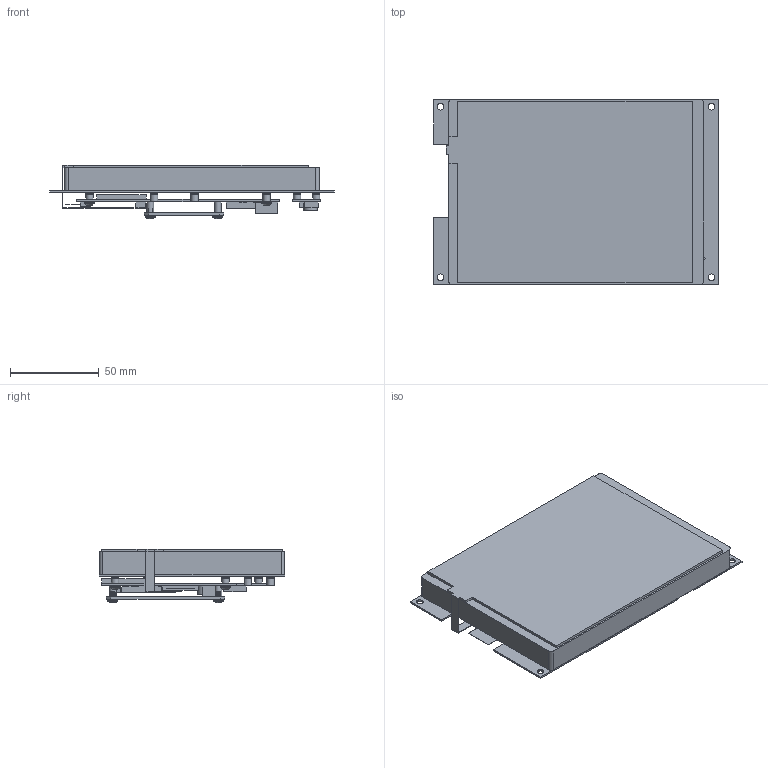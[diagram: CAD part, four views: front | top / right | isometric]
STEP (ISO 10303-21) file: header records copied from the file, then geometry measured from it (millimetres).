
FILE_DESCRIPTION (( 'STEP AP214' ), '1' );
FILE_NAME ('51-0103-8X-revA.STEP', '2013-05-22T21:18:11', ( '' ), ( '' ), 'SwSTEP 2.0', 'SolidWorks 2012', '' );
FILE_SCHEMA (( 'AUTOMOTIVE_DESIGN' ));
Length unit declared in the file: inch
Products named in the file (11): 90272A105_90272A105; Bracket 22-0051-02 Assy; PEM TSO-256-187; PEM TSO-440-250; PEM TSO-440-187; Bracket 22-0051-02; TOUCHPANEL_5.7 SGD; SLCD5+; RTI LED DRIVER; Evervision 5.7 LCD; 51-0103-8X-revA
Assembly tree (23 placements, depth 3):
  51-0103-8X-revA
    Evervision 5.7 LCD
    RTI LED DRIVER
    SLCD5+
    TOUCHPANEL_5.7 SGD
    Bracket 22-0051-02 Assy
      Bracket 22-0051-02
      PEM TSO-440-187  x4
      PEM TSO-440-250  x3
      PEM TSO-256-187  x2
    90272A105_90272A105  x8
Bounding box: 160.66 x 104.6 x 30.41 mm (x, y, z)
Volume: 251644 mm3; surface area: 129626.2 mm2
Topology: 22 solids, 22 shells, 890 faces, 2168 edges, 1429 vertices
Faces by surface type: plane 499, cylinder 240, cone 66, bspline 61, torus 16, sphere 8
Full cylindrical faces by diameter (mm): 0.254 x1, 2.156 x9, 2.6 x4, 3.048 x2, 3.175 x8, 3.772 x9, 3.785 x4, 3.81 x8, 3.981 x18, 4.191 x27, 4.216 x9, 5.563 x8, 7.62 x1
Entity records: 18379 total; most frequent: CARTESIAN_POINT 6538, ORIENTED_EDGE 1886, DIRECTION 1796, EDGE_CURVE 943, VERTEX_POINT 669, LINE 658, VECTOR 658, EDGE_LOOP 598
